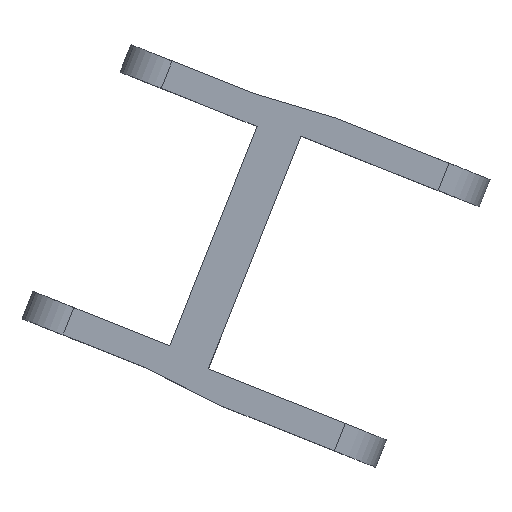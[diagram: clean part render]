
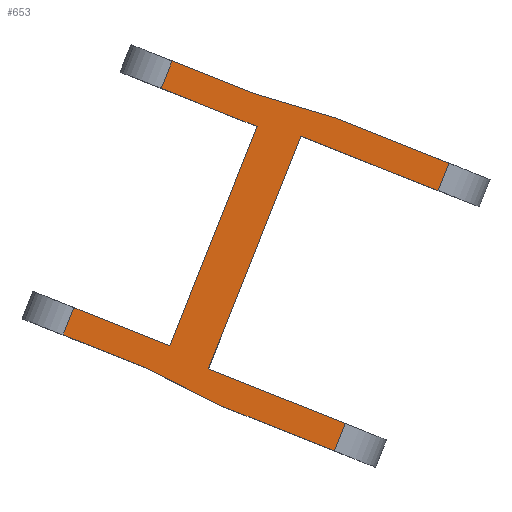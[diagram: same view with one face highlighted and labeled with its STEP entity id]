
A CAD part, top view. The second image highlights one B-rep face of the part: STEP entity #653.
In plain terms, the highlighted planar face has unit normal (0, 0, 1).
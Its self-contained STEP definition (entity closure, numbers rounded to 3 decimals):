
#8 = DIRECTION ( 'NONE',  ( 0.893, -0.449, 0. ) ) ;
#15 = CARTESIAN_POINT ( 'NONE',  ( -176.846, 44.72, 0. ) ) ;
#25 = VERTEX_POINT ( 'NONE', #162 ) ;
#26 = CARTESIAN_POINT ( 'NONE',  ( -166.024, 17.815, 0. ) ) ;
#37 = CARTESIAN_POINT ( 'NONE',  ( -177.18, 24.943, 0. ) ) ;
#41 = VECTOR ( 'NONE', #863, 1000. ) ;
#42 = VECTOR ( 'NONE', #43, 1000. ) ;
#43 = DIRECTION ( 'NONE',  ( 0.929, -0.37, 0. ) ) ;
#48 = VERTEX_POINT ( 'NONE', #485 ) ;
#62 = LINE ( 'NONE', #388, #1001 ) ;
#77 = EDGE_CURVE ( 'NONE', #698, #596, #403, .T. ) ;
#79 = LINE ( 'NONE', #941, #845 ) ;
#85 = VERTEX_POINT ( 'NONE', #627 ) ;
#118 = ORIENTED_EDGE ( 'NONE', *, *, #77, .T. ) ;
#132 = LINE ( 'NONE', #675, #620 ) ;
#138 = DIRECTION ( 'NONE',  ( -0.929, 0.37, 0. ) ) ;
#141 = LINE ( 'NONE', #387, #201 ) ;
#156 = CARTESIAN_POINT ( 'NONE',  ( -15.639, -39.315, 0. ) ) ;
#157 = ORIENTED_EDGE ( 'NONE', *, *, #326, .F. ) ;
#162 = CARTESIAN_POINT ( 'NONE',  ( -171.266, 39.81, 0. ) ) ;
#166 = CARTESIAN_POINT ( 'NONE',  ( -8.986, -22.59, 0. ) ) ;
#171 = EDGE_CURVE ( 'NONE', #85, #492, #354, .T. ) ;
#180 = VERTEX_POINT ( 'NONE', #37 ) ;
#201 = VECTOR ( 'NONE', #834, 1000. ) ;
#204 = FACE_OUTER_BOUND ( 'NONE', #290, .T. ) ;
#218 = ORIENTED_EDGE ( 'NONE', *, *, #1004, .T. ) ;
#223 = LINE ( 'NONE', #838, #591 ) ;
#229 = CARTESIAN_POINT ( 'NONE',  ( -158.262, 37.328, 0. ) ) ;
#238 = ORIENTED_EDGE ( 'NONE', *, *, #621, .F. ) ;
#240 = DIRECTION ( 'NONE',  ( -0.929, 0.37, 0. ) ) ;
#251 = LINE ( 'NONE', #15, #983 ) ;
#252 = DIRECTION ( 'NONE',  ( -0.958, 0.287, 0. ) ) ;
#269 = CARTESIAN_POINT ( 'NONE',  ( -178.848, 23.454, 0. ) ) ;
#282 = VECTOR ( 'NONE', #240, 1000. ) ;
#290 = EDGE_LOOP ( 'NONE', ( #716, #723, #309, #157, #499, #715, #622, #238, #118, #315, #953, #888, #893, #817, #218, #304 ) ) ;
#293 = CARTESIAN_POINT ( 'NONE',  ( -174.577, 23.37, 0. ) ) ;
#300 = EDGE_CURVE ( 'NONE', #763, #85, #832, .T. ) ;
#304 = ORIENTED_EDGE ( 'NONE', *, *, #300, .T. ) ;
#309 = ORIENTED_EDGE ( 'NONE', *, *, #423, .F. ) ;
#315 = ORIENTED_EDGE ( 'NONE', *, *, #883, .T. ) ;
#320 = DIRECTION ( 'NONE',  ( -0.929, 0.37, 0. ) ) ;
#322 = DIRECTION ( 'NONE',  ( 0.37, 0.929, 0. ) ) ;
#326 = EDGE_CURVE ( 'NONE', #470, #539, #62, .T. ) ;
#328 = CARTESIAN_POINT ( 'NONE',  ( -173.722, 20.878, 0. ) ) ;
#329 = LINE ( 'NONE', #776, #282 ) ;
#336 = VECTOR ( 'NONE', #138, 1000. ) ;
#341 = CARTESIAN_POINT ( 'NONE',  ( -177.031, 44.256, 0. ) ) ;
#354 = LINE ( 'NONE', #742, #969 ) ;
#371 = CARTESIAN_POINT ( 'NONE',  ( -165.961, 40.39, 0. ) ) ;
#372 = DIRECTION ( 'NONE',  ( -0.929, 0.37, 0. ) ) ;
#374 = DIRECTION ( 'NONE',  ( -0.37, -0.929, 0. ) ) ;
#381 = VECTOR ( 'NONE', #372, 1000. ) ;
#384 = CARTESIAN_POINT ( 'NONE',  ( -176.846, 44.72, 0. ) ) ;
#387 = CARTESIAN_POINT ( 'NONE',  ( -15.824, -39.78, 0. ) ) ;
#388 = CARTESIAN_POINT ( 'NONE',  ( -158.262, 37.328, 0. ) ) ;
#396 = AXIS2_PLACEMENT_3D ( 'NONE', #605, #822, #440 ) ;
#400 = LINE ( 'NONE', #928, #779 ) ;
#403 = LINE ( 'NONE', #637, #884 ) ;
#408 = EDGE_CURVE ( 'NONE', #608, #690, #685, .T. ) ;
#414 = DIRECTION ( 'NONE',  ( 0.37, 0.929, 0. ) ) ;
#423 = EDGE_CURVE ( 'NONE', #539, #542, #329, .T. ) ;
#440 = DIRECTION ( 'NONE',  ( 0.929, -0.37, 0. ) ) ;
#449 = EDGE_CURVE ( 'NONE', #909, #881, #785, .T. ) ;
#459 = CARTESIAN_POINT ( 'NONE',  ( -183.684, 27.531, 0. ) ) ;
#464 = EDGE_CURVE ( 'NONE', #492, #542, #400, .T. ) ;
#470 = VERTEX_POINT ( 'NONE', #791 ) ;
#475 = EDGE_CURVE ( 'NONE', #881, #48, #251, .T. ) ;
#485 = CARTESIAN_POINT ( 'NONE',  ( -177.77, 42.397, 0. ) ) ;
#492 = VERTEX_POINT ( 'NONE', #269 ) ;
#499 = ORIENTED_EDGE ( 'NONE', *, *, #686, .F. ) ;
#517 = PLANE ( 'NONE',  #396 ) ;
#534 = LINE ( 'NONE', #765, #336 ) ;
#539 = VERTEX_POINT ( 'NONE', #26 ) ;
#542 = VERTEX_POINT ( 'NONE', #328 ) ;
#549 = CARTESIAN_POINT ( 'NONE',  ( -168.293, 39.166, 0. ) ) ;
#591 = VECTOR ( 'NONE', #322, 1000. ) ;
#596 = VERTEX_POINT ( 'NONE', #371 ) ;
#605 = CARTESIAN_POINT ( 'NONE',  ( -8.801, -22.125, 0. ) ) ;
#608 = VERTEX_POINT ( 'NONE', #972 ) ;
#611 = DIRECTION ( 'NONE',  ( -0.37, -0.929, 0. ) ) ;
#613 = EDGE_CURVE ( 'NONE', #690, #811, #976, .T. ) ;
#620 = VECTOR ( 'NONE', #889, 1000. ) ;
#621 = EDGE_CURVE ( 'NONE', #698, #811, #132, .T. ) ;
#622 = ORIENTED_EDGE ( 'NONE', *, *, #613, .T. ) ;
#627 = CARTESIAN_POINT ( 'NONE',  ( -184.423, 25.672, 0. ) ) ;
#636 = VECTOR ( 'NONE', #414, 1000. ) ;
#637 = CARTESIAN_POINT ( 'NONE',  ( -8.801, -22.125, 0. ) ) ;
#641 = DIRECTION ( 'NONE',  ( -0.37, -0.929, 0. ) ) ;
#653 = ADVANCED_FACE ( 'NONE', ( #204 ), #517, .T. ) ;
#675 = CARTESIAN_POINT ( 'NONE',  ( -158.262, 37.328, 0. ) ) ;
#685 = LINE ( 'NONE', #293, #636 ) ;
#686 = EDGE_CURVE ( 'NONE', #608, #470, #141, .T. ) ;
#690 = VERTEX_POINT ( 'NONE', #549 ) ;
#698 = VERTEX_POINT ( 'NONE', #229 ) ;
#715 = ORIENTED_EDGE ( 'NONE', *, *, #408, .T. ) ;
#716 = ORIENTED_EDGE ( 'NONE', *, *, #171, .T. ) ;
#723 = ORIENTED_EDGE ( 'NONE', *, *, #464, .T. ) ;
#731 = EDGE_CURVE ( 'NONE', #25, #48, #534, .T. ) ;
#742 = CARTESIAN_POINT ( 'NONE',  ( -16.378, -41.173, 0. ) ) ;
#745 = DIRECTION ( 'NONE',  ( 0.929, -0.37, 0. ) ) ;
#752 = CARTESIAN_POINT ( 'NONE',  ( -9.54, -23.984, 0. ) ) ;
#762 = EDGE_CURVE ( 'NONE', #180, #25, #223, .T. ) ;
#763 = VERTEX_POINT ( 'NONE', #459 ) ;
#765 = CARTESIAN_POINT ( 'NONE',  ( -9.725, -24.448, 0. ) ) ;
#776 = CARTESIAN_POINT ( 'NONE',  ( -16.563, -41.638, 0. ) ) ;
#779 = VECTOR ( 'NONE', #8, 1000. ) ;
#785 = LINE ( 'NONE', #166, #41 ) ;
#791 = CARTESIAN_POINT ( 'NONE',  ( -165.285, 19.674, 0. ) ) ;
#811 = VERTEX_POINT ( 'NONE', #994 ) ;
#817 = ORIENTED_EDGE ( 'NONE', *, *, #762, .F. ) ;
#822 = DIRECTION ( 'NONE',  ( 0., 0., 1. ) ) ;
#832 = LINE ( 'NONE', #384, #843 ) ;
#834 = DIRECTION ( 'NONE',  ( 0.929, -0.37, 0. ) ) ;
#838 = CARTESIAN_POINT ( 'NONE',  ( -177.18, 24.943, 0. ) ) ;
#843 = VECTOR ( 'NONE', #611, 1000. ) ;
#845 = VECTOR ( 'NONE', #252, 1000. ) ;
#863 = DIRECTION ( 'NONE',  ( -0.929, 0.37, 0. ) ) ;
#881 = VERTEX_POINT ( 'NONE', #341 ) ;
#883 = EDGE_CURVE ( 'NONE', #596, #909, #79, .T. ) ;
#884 = VECTOR ( 'NONE', #320, 1000. ) ;
#888 = ORIENTED_EDGE ( 'NONE', *, *, #475, .T. ) ;
#889 = DIRECTION ( 'NONE',  ( -0.37, -0.929, 0. ) ) ;
#893 = ORIENTED_EDGE ( 'NONE', *, *, #731, .F. ) ;
#909 = VERTEX_POINT ( 'NONE', #945 ) ;
#928 = CARTESIAN_POINT ( 'NONE',  ( -24.82, -53.986, 0. ) ) ;
#941 = CARTESIAN_POINT ( 'NONE',  ( -4.567, -8.005, 0. ) ) ;
#945 = CARTESIAN_POINT ( 'NONE',  ( -171.456, 42.038, 0. ) ) ;
#953 = ORIENTED_EDGE ( 'NONE', *, *, #449, .T. ) ;
#969 = VECTOR ( 'NONE', #745, 1000. ) ;
#972 = CARTESIAN_POINT ( 'NONE',  ( -174.577, 23.37, 0. ) ) ;
#976 = LINE ( 'NONE', #752, #42 ) ;
#983 = VECTOR ( 'NONE', #641, 1000. ) ;
#991 = LINE ( 'NONE', #156, #381 ) ;
#994 = CARTESIAN_POINT ( 'NONE',  ( -159.001, 35.47, 0. ) ) ;
#1001 = VECTOR ( 'NONE', #374, 1000. ) ;
#1004 = EDGE_CURVE ( 'NONE', #180, #763, #991, .T. ) ;
